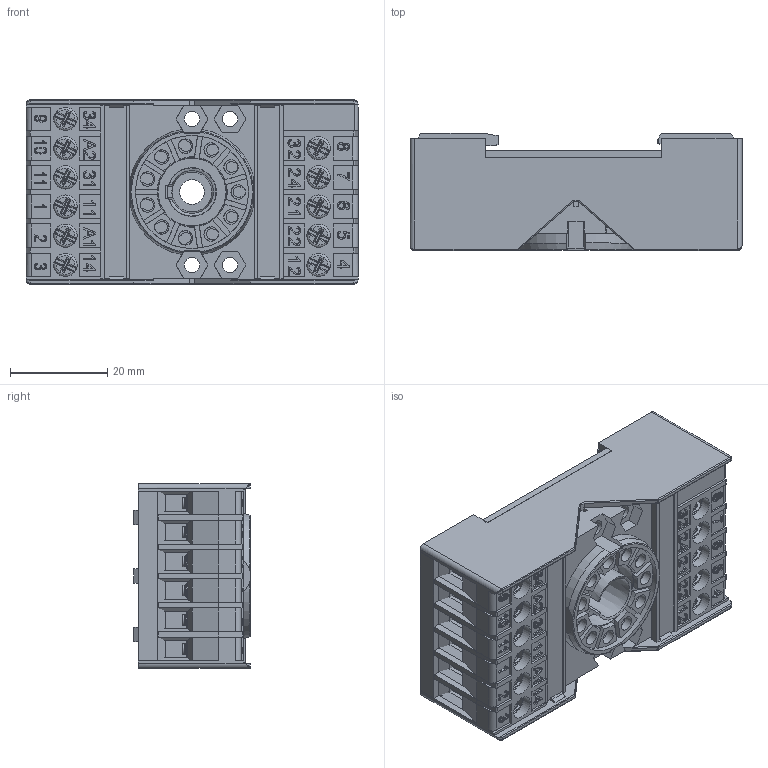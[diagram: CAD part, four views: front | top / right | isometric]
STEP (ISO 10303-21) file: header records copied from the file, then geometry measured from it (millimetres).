
FILE_DESCRIPTION((''),'2;1');
FILE_NAME('PZ11.stp','2015-07-27T14:30:50',('CAD Station'),(''),'Autodesk Inventor 2013','Autodesk Inventor 2013','');
FILE_SCHEMA(('CONFIG_CONTROL_DESIGN'));
Length unit declared in the file: millimetre
Products named in the file (5): PZ11; GZT4-0015 - Wkr�t krzy�owy M3x8; PZ11-0020-01-Podstawa_gniazda_Ustawienia domy�lne; Plytka _opisowa; PZ11-0016-Pokrywa
Assembly tree (15 placements, depth 2):
  PZ11
    GZT4-0015 - Wkr�t krzy�owy M3x8  x11
    PZ11-0020-01-Podstawa_gniazda_Ustawienia domy�lne
    Plytka _opisowa  x2
    PZ11-0016-Pokrywa
Bounding box: 68.2 x 24 x 38 mm (x, y, z)
Volume: 26896.1 mm3; surface area: 38500.5 mm2
Topology: 15 solids, 15 shells, 3100 faces, 8139 edges, 5094 vertices
Faces by surface type: plane 1731, cylinder 524, bspline 492, cone 130, torus 127, sphere 96
Full cylindrical faces by diameter (mm): 2.2 x11, 2.5 x11, 3 x22, 3.2 x8, 4.8 x11, 5.1 x1, 5.3 x1, 9.5 x1
Entity records: 81882 total; most frequent: CARTESIAN_POINT 28264, ORIENTED_EDGE 11864, DIRECTION 9703, EDGE_CURVE 5932, VECTOR 4291, LINE 4291, VERTEX_POINT 3881, AXIS2_PLACEMENT_3D 2706
